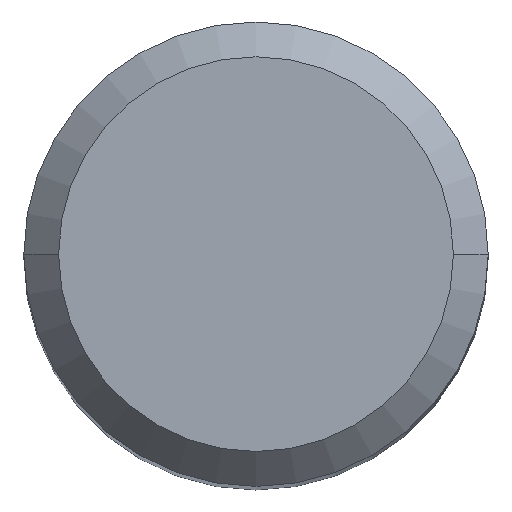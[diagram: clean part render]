
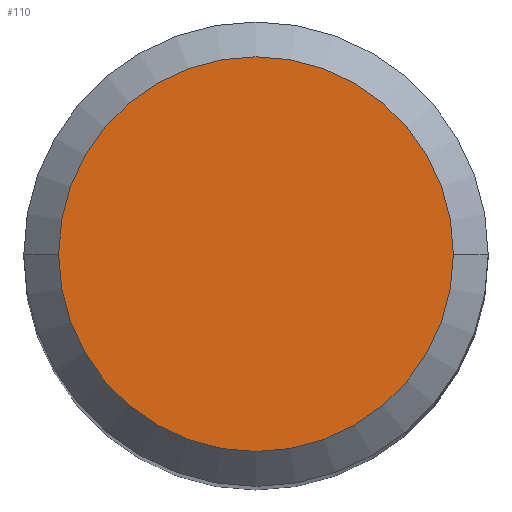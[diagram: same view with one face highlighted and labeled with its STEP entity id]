
A CAD part, top view. The second image highlights one B-rep face of the part: STEP entity #110.
In plain terms, the highlighted planar face has unit normal (0, 0, 1).
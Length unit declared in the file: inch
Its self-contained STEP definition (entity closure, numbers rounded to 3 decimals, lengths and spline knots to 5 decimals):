
#30 = AXIS2_PLACEMENT_3D ( 'NONE', #237, #49, #56 ) ;
#33 = PLANE ( 'NONE',  #109 ) ;
#49 = DIRECTION ( 'NONE',  ( 0., 0., 1. ) ) ;
#56 = DIRECTION ( 'NONE',  ( 1., 0., 0. ) ) ;
#57 = ORIENTED_EDGE ( 'NONE', *, *, #335, .T. ) ;
#66 = CARTESIAN_POINT ( 'NONE',  ( 0., 0., 0. ) ) ;
#77 = CIRCLE ( 'NONE', #30, 0.13387 ) ;
#79 = DIRECTION ( 'NONE',  ( 0., 0., 1. ) ) ;
#109 = AXIS2_PLACEMENT_3D ( 'NONE', #66, #292, #140 ) ;
#110 = ADVANCED_FACE ( 'NONE', ( #252 ), #33, .F. ) ;
#123 = DIRECTION ( 'NONE',  ( 1., 0., 0. ) ) ;
#140 = DIRECTION ( 'NONE',  ( -1., 0., 0. ) ) ;
#144 = VERTEX_POINT ( 'NONE', #365 ) ;
#237 = CARTESIAN_POINT ( 'NONE',  ( 0., 0., 0. ) ) ;
#252 = FACE_OUTER_BOUND ( 'NONE', #345, .T. ) ;
#266 = CARTESIAN_POINT ( 'NONE',  ( -0.13387, 0., 0. ) ) ;
#292 = DIRECTION ( 'NONE',  ( 0., 0., -1. ) ) ;
#335 = EDGE_CURVE ( 'NONE', #144, #471, #386, .T. ) ;
#339 = EDGE_CURVE ( 'NONE', #471, #144, #77, .T. ) ;
#345 = EDGE_LOOP ( 'NONE', ( #470, #57 ) ) ;
#365 = CARTESIAN_POINT ( 'NONE',  ( 0.13387, 0., 0. ) ) ;
#386 = CIRCLE ( 'NONE', #445, 0.13387 ) ;
#445 = AXIS2_PLACEMENT_3D ( 'NONE', #460, #79, #123 ) ;
#460 = CARTESIAN_POINT ( 'NONE',  ( 0., 0., 0. ) ) ;
#470 = ORIENTED_EDGE ( 'NONE', *, *, #339, .T. ) ;
#471 = VERTEX_POINT ( 'NONE', #266 ) ;
